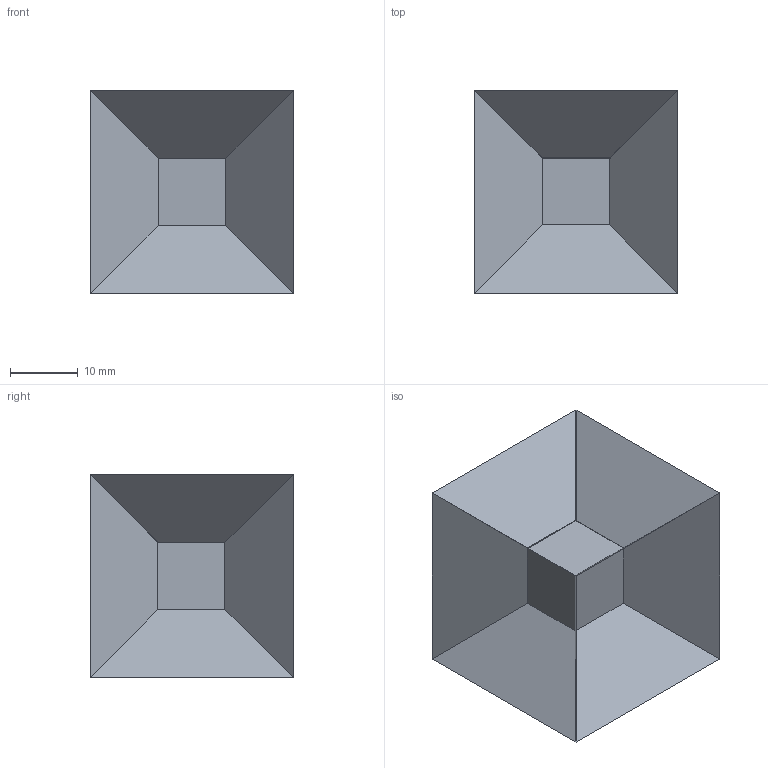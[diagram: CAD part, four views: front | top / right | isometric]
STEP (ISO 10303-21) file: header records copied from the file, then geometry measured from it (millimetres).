
FILE_DESCRIPTION(/* description */ (''),/* implementation_level */ '2;1');
FILE_NAME(/* name */ 'TESSER~1',/* time_stamp */ '2021-02-04T16:26:29+01:00',/* author */ (''),/* organization */ (''),/* preprocessor_version */ 'ST-DEVELOPER v16.5',/* originating_system */ '',/* authorisation */ '');
FILE_SCHEMA (('AUTOMOTIVE_DESIGN'));
Length unit declared in the file: millimetre
Products named in the file (1): Document
Bounding box: 30 x 30 x 30 mm (x, y, z)
Volume: 1000 mm3; surface area: 3999.2 mm2
Topology: 1 solids, 13 shells, 18 faces, 60 edges, 56 vertices
Faces by surface type: bspline 12, plane 6
Entity records: 631 total; most frequent: CARTESIAN_POINT 233, ORIENTED_EDGE 72, EDGE_CURVE 60, B_SPLINE_CURVE_WITH_KNOTS 60, VERTEX_POINT 56, ADVANCED_FACE 18, FACE_OUTER_BOUND 18, EDGE_LOOP 18
